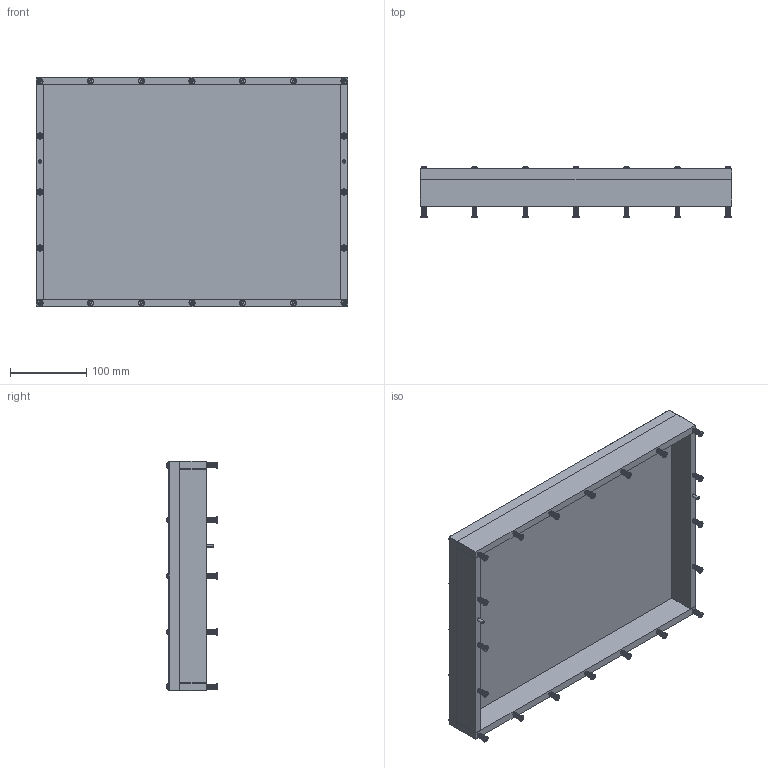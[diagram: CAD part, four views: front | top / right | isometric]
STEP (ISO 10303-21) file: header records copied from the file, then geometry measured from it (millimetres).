
FILE_DESCRIPTION (( 'STEP AP214' ), '1' );
FILE_NAME ('109252-KIT~0.STEP', '2020-06-08T13:21:30', ( '' ), ( '' ), 'SwSTEP 2.0', 'SolidWorks 2018', '' );
FILE_SCHEMA (( 'AUTOMOTIVE_DESIGN' ));
Length unit declared in the file: millimetre
Products named in the file (7): 109255~0_S; Gewindebuchse~n_M04-13,0 offen; 109252-KIT~0; 109253~0_S; 109254~0_S; ISO7380~n_M04,0x060; DIN7~n_04,0m6x060
Assembly tree (47 placements, depth 2):
  109252-KIT~0
    109253~0_S
    109254~0_S  x2
    109255~0_S  x2
    Gewindebuchse~n_M04-13,0 offen  x20
    ISO7380~n_M04,0x060  x20
    DIN7~n_04,0m6x060  x2
Bounding box: 409 x 66.7 x 301 mm (x, y, z)
Volume: 2336585.8 mm3; surface area: 436884.5 mm2
Topology: 47 solids, 47 shells, 3478 faces, 8064 edges, 5324 vertices
Faces by surface type: plane 2678, cylinder 632, torus 120, cone 40, sphere 8
Entity records: 9028 total; most frequent: DIRECTION 1604, CARTESIAN_POINT 1452, ORIENTED_EDGE 1356, EDGE_CURVE 678, AXIS2_PLACEMENT_3D 602, VERTEX_POINT 450, LINE 400, VECTOR 400
